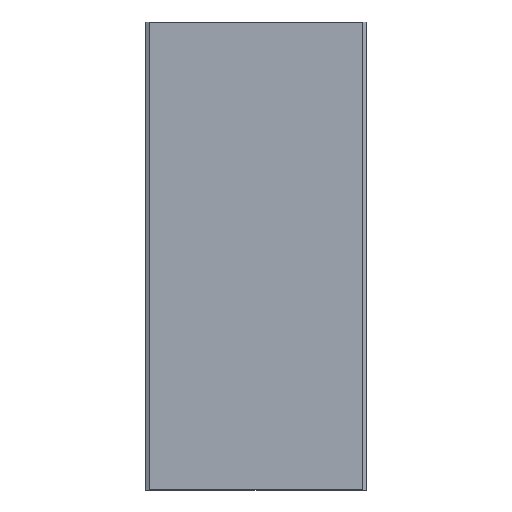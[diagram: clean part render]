
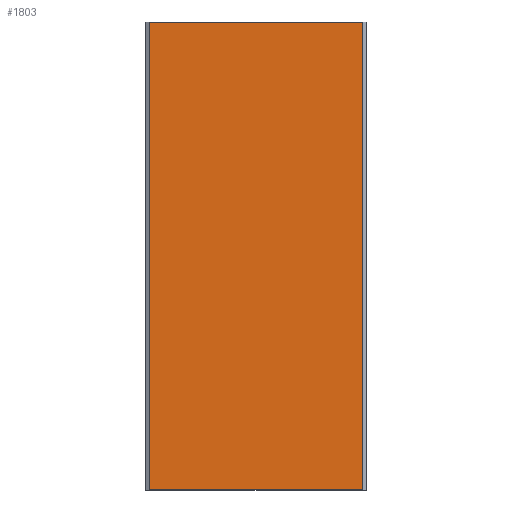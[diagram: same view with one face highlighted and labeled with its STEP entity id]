
A CAD part, top view. The second image highlights one B-rep face of the part: STEP entity #1803.
In plain terms, the highlighted planar face has unit normal (0, 0, 1).
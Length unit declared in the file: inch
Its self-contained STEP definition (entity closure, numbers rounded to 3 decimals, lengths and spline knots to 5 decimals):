
#162=DIRECTION('',(1.,0.,0.));
#163=VECTOR('',#162,15.5);
#164=CARTESIAN_POINT('',(-7.75,-17.,0.09375));
#165=LINE('',#164,#163);
#166=DIRECTION('',(0.,-1.,0.));
#167=VECTOR('',#166,34.);
#168=CARTESIAN_POINT('',(7.75,17.,0.09375));
#169=LINE('',#168,#167);
#170=DIRECTION('',(0.,-1.,0.));
#171=VECTOR('',#170,34.);
#172=CARTESIAN_POINT('',(-7.75,17.,0.09375));
#173=LINE('',#172,#171);
#174=DIRECTION('',(1.,0.,0.));
#175=VECTOR('',#174,15.5);
#176=CARTESIAN_POINT('',(-7.75,17.,0.09375));
#177=LINE('',#176,#175);
#1274=CARTESIAN_POINT('',(7.75,17.,0.09375));
#1275=CARTESIAN_POINT('',(7.75,-17.,0.09375));
#1276=VERTEX_POINT('',#1274);
#1277=VERTEX_POINT('',#1275);
#1278=CARTESIAN_POINT('',(-7.75,17.,0.09375));
#1279=CARTESIAN_POINT('',(-7.75,-17.,0.09375));
#1280=VERTEX_POINT('',#1278);
#1281=VERTEX_POINT('',#1279);
#1792=CARTESIAN_POINT('',(-8.,17.,0.09375));
#1793=DIRECTION('',(0.,0.,1.));
#1794=DIRECTION('',(0.,-1.,0.));
#1795=AXIS2_PLACEMENT_3D('',#1792,#1793,#1794);
#1796=PLANE('',#1795);
#1797=ORIENTED_EDGE('',*,*,#1688,.T.);
#1798=ORIENTED_EDGE('',*,*,#1787,.F.);
#1799=ORIENTED_EDGE('',*,*,#1654,.F.);
#1800=ORIENTED_EDGE('',*,*,#1668,.T.);
#1801=EDGE_LOOP('',(#1797,#1798,#1799,#1800));
#1802=FACE_OUTER_BOUND('',#1801,.F.);
#1803=ADVANCED_FACE('',(#1802),#1796,.T.);
#1654=EDGE_CURVE('',#1280,#1281,#173,.T.);
#1668=EDGE_CURVE('',#1280,#1276,#177,.T.);
#1688=EDGE_CURVE('',#1276,#1277,#169,.T.);
#1787=EDGE_CURVE('',#1281,#1277,#165,.T.);
